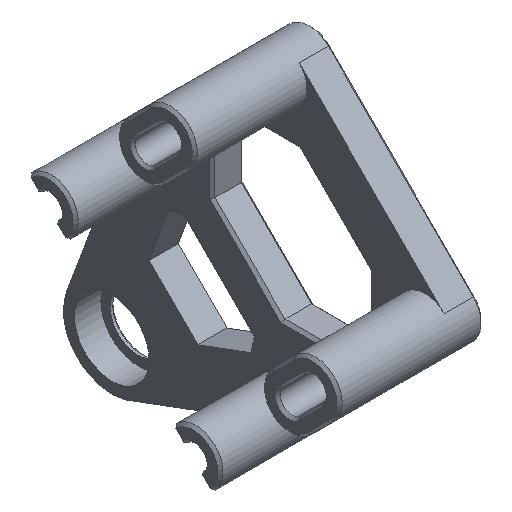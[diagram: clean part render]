
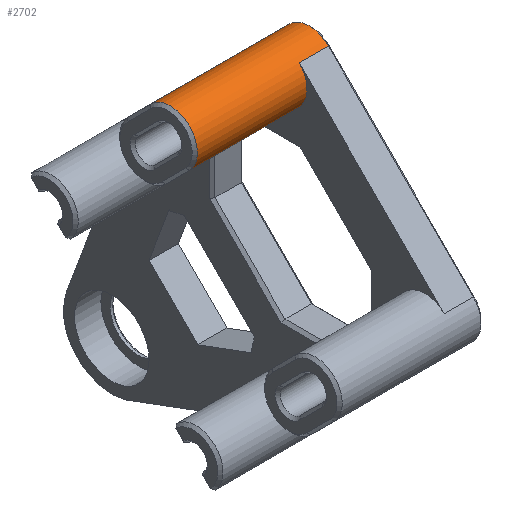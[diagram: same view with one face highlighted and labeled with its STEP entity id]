
A CAD part, isometric view. The second image highlights one B-rep face of the part: STEP entity #2702.
In plain terms, the highlighted cylindrical face has radius 4.1 mm (diameter 8.2 mm), a partial arc.
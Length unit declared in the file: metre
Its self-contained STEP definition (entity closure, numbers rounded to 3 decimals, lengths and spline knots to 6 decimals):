
#85=CIRCLE('',#2883,0.0041);
#107=CIRCLE('',#2937,0.0041);
#108=CIRCLE('',#2938,0.0041);
#158=CYLINDRICAL_SURFACE('',#2936,0.0041);
#437=ORIENTED_EDGE('',*,*,#1168,.F.);
#438=ORIENTED_EDGE('',*,*,#1170,.F.);
#439=ORIENTED_EDGE('',*,*,#1062,.F.);
#440=ORIENTED_EDGE('',*,*,#1171,.T.);
#441=ORIENTED_EDGE('',*,*,#1172,.T.);
#442=ORIENTED_EDGE('',*,*,#1059,.F.);
#1059=EDGE_CURVE('',#1440,#1441,#85,.T.);
#1062=EDGE_CURVE('',#1443,#1444,#1648,.T.);
#1168=EDGE_CURVE('',#1522,#1440,#1729,.T.);
#1170=EDGE_CURVE('',#1444,#1522,#107,.T.);
#1171=EDGE_CURVE('',#1443,#1523,#108,.T.);
#1172=EDGE_CURVE('',#1523,#1441,#1731,.T.);
#1440=VERTEX_POINT('',#4081);
#1441=VERTEX_POINT('',#4083);
#1443=VERTEX_POINT('',#4089);
#1444=VERTEX_POINT('',#4090);
#1522=VERTEX_POINT('',#4314);
#1523=VERTEX_POINT('',#4320);
#1648=LINE('',#4088,#1911);
#1729=LINE('',#4315,#1992);
#1731=LINE('',#4321,#1994);
#1911=VECTOR('',#3238,1.);
#1992=VECTOR('',#3419,1.);
#1994=VECTOR('',#3427,1.);
#2195=EDGE_LOOP('',(#437,#438,#439,#440,#441,#442));
#2399=FACE_BOUND('',#2195,.T.);
#2702=ADVANCED_FACE('',(#2399),#158,.T.);
#2883=AXIS2_PLACEMENT_3D('',#4082,#3231,#3232);
#2936=AXIS2_PLACEMENT_3D('',#4317,#3421,#3422);
#2937=AXIS2_PLACEMENT_3D('',#4318,#3423,#3424);
#2938=AXIS2_PLACEMENT_3D('',#4319,#3425,#3426);
#3231=DIRECTION('',(1.,0.,0.));
#3232=DIRECTION('',(0.,1.,0.));
#3238=DIRECTION('',(-1.,0.,0.));
#3419=DIRECTION('',(1.,0.,0.));
#3421=DIRECTION('',(-1.,0.,0.));
#3422=DIRECTION('',(0.,-1.,0.));
#3423=DIRECTION('',(-1.,0.,0.));
#3424=DIRECTION('',(0.,-1.,0.));
#3425=DIRECTION('',(-1.,0.,0.));
#3426=DIRECTION('',(0.,-1.,0.));
#3427=DIRECTION('',(1.,0.,0.));
#4081=CARTESIAN_POINT('',(-0.00589,-0.032144,0.02704));
#4082=CARTESIAN_POINT('',(-0.00589,-0.035043,0.024141));
#4083=CARTESIAN_POINT('',(-0.00589,-0.037942,0.02704));
#4088=CARTESIAN_POINT('',(0.00891,-0.037942,0.021241));
#4089=CARTESIAN_POINT('',(-0.01029,-0.037942,0.021241));
#4090=CARTESIAN_POINT('',(-0.02689,-0.037942,0.021241));
#4314=CARTESIAN_POINT('',(-0.02689,-0.032144,0.02704));
#4315=CARTESIAN_POINT('',(-0.00989,-0.032144,0.02704));
#4317=CARTESIAN_POINT('',(0.00891,-0.035043,0.024141));
#4318=CARTESIAN_POINT('',(-0.02689,-0.035043,0.024141));
#4319=CARTESIAN_POINT('',(-0.01029,-0.035043,0.024141));
#4320=CARTESIAN_POINT('',(-0.01029,-0.037942,0.02704));
#4321=CARTESIAN_POINT('',(-0.00989,-0.037942,0.02704));
